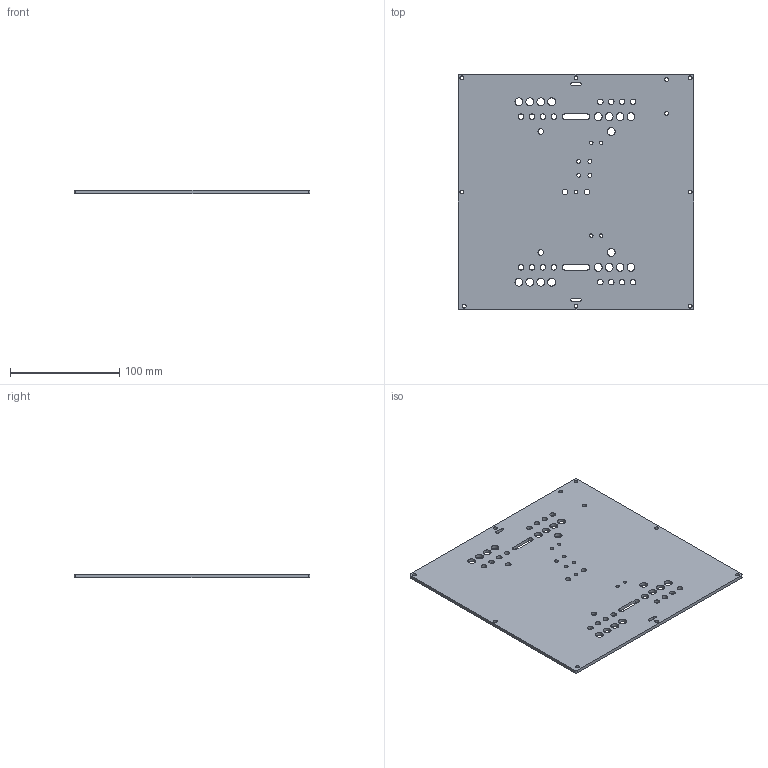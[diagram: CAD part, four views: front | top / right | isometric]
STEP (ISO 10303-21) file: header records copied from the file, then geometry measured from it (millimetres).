
FILE_DESCRIPTION((''),'2;1');
FILE_NAME('Universal Build Pate.ipt.step','2014-04-22T18:03:31',(''),(''),'Autodesk Inventor 2013','Autodesk Inventor 2013','');
FILE_SCHEMA(('AUTOMOTIVE_DESIGN { 1 0 10303 214 1 1 1 1 }'));
Length unit declared in the file: millimetre
Products named in the file (1): Universal Build Pate
Bounding box: 216 x 216 x 3 mm (x, y, z)
Volume: 135198.4 mm3; surface area: 95961.3 mm2
Topology: 1 solids, 1 shells, 83 faces, 300 edges, 219 vertices
Faces by surface type: cylinder 69, plane 14
Full cylindrical faces by diameter (mm): 3.14 x4, 3.5 x4, 3.6 x11, 5 x20, 7.14 x18
Entity records: 2820 total; most frequent: DIRECTION 492, CARTESIAN_POINT 432, ORIENTED_EDGE 372, EDGE_LOOP 262, AXIS2_PLACEMENT_3D 222, EDGE_CURVE 186, FACE_BOUND 179, VERTEX_POINT 162
